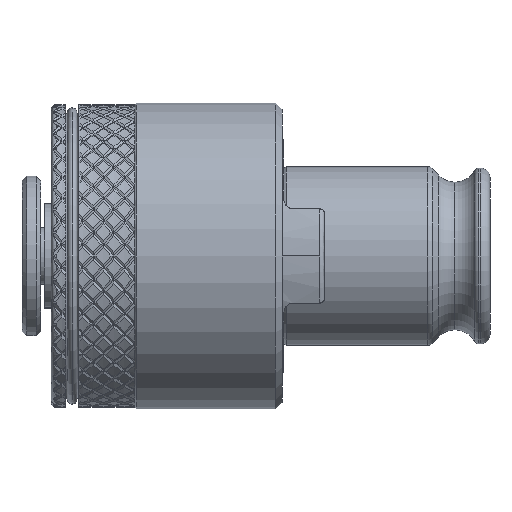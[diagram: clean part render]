
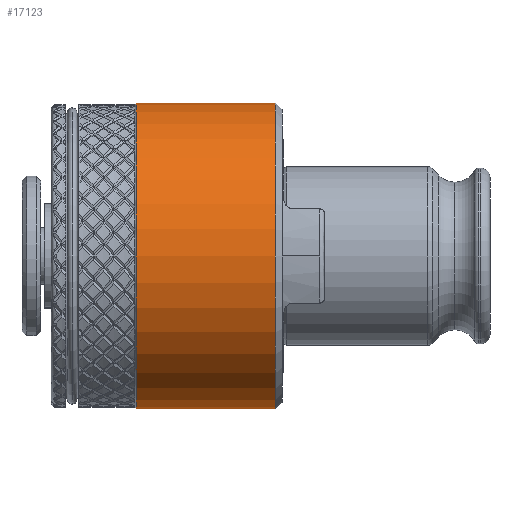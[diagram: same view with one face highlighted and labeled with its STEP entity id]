
A CAD part, front view. The second image highlights one B-rep face of the part: STEP entity #17123.
In plain terms, the highlighted cylindrical face has radius 16.25 mm (diameter 32.5 mm), a partial arc.
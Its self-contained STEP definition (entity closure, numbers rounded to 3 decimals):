
#15 = VECTOR ( 'NONE', #37752, 1000. ) ;
#3962 = FACE_OUTER_BOUND ( 'NONE', #11412, .T. ) ;
#5872 = AXIS2_PLACEMENT_3D ( 'NONE', #53174, #20266, #8771 ) ;
#6576 = CARTESIAN_POINT ( 'NONE',  ( -9.84, 0., -16.25 ) ) ;
#7236 = CARTESIAN_POINT ( 'NONE',  ( 4.96, 0., 16.25 ) ) ;
#8771 = DIRECTION ( 'NONE',  ( 0., 0., -1. ) ) ;
#9536 = CIRCLE ( 'NONE', #26917, 16.25 ) ;
#9967 = CIRCLE ( 'NONE', #67128, 16.25 ) ;
#11412 = EDGE_LOOP ( 'NONE', ( #38178, #20872, #44991, #16514 ) ) ;
#12056 = EDGE_CURVE ( 'NONE', #25904, #51718, #9536, .T. ) ;
#13135 = EDGE_CURVE ( 'NONE', #43376, #51718, #41320, .T. ) ;
#16514 = ORIENTED_EDGE ( 'NONE', *, *, #67326, .F. ) ;
#17123 = ADVANCED_FACE ( 'NONE', ( #3962 ), #58872, .T. ) ;
#20266 = DIRECTION ( 'NONE',  ( -1., 0., 0. ) ) ;
#20872 = ORIENTED_EDGE ( 'NONE', *, *, #13135, .T. ) ;
#24026 = CARTESIAN_POINT ( 'NONE',  ( 4.96, 0., -16.25 ) ) ;
#24433 = VERTEX_POINT ( 'NONE', #24026 ) ;
#25904 = VERTEX_POINT ( 'NONE', #6576 ) ;
#26917 = AXIS2_PLACEMENT_3D ( 'NONE', #62863, #30137, #68304 ) ;
#27614 = CARTESIAN_POINT ( 'NONE',  ( -9.84, 0., 16.25 ) ) ;
#28407 = VECTOR ( 'NONE', #57495, 1000. ) ;
#30137 = DIRECTION ( 'NONE',  ( -1., 0., 0. ) ) ;
#31094 = LINE ( 'NONE', #59448, #15 ) ;
#32843 = DIRECTION ( 'NONE',  ( -1., 0., 0. ) ) ;
#33523 = EDGE_CURVE ( 'NONE', #24433, #43376, #9967, .T. ) ;
#37752 = DIRECTION ( 'NONE',  ( -1., 0., 0. ) ) ;
#38178 = ORIENTED_EDGE ( 'NONE', *, *, #33523, .T. ) ;
#41320 = LINE ( 'NONE', #46835, #28407 ) ;
#43376 = VERTEX_POINT ( 'NONE', #7236 ) ;
#44991 = ORIENTED_EDGE ( 'NONE', *, *, #12056, .F. ) ;
#46835 = CARTESIAN_POINT ( 'NONE',  ( 5.66, 0., 16.25 ) ) ;
#51718 = VERTEX_POINT ( 'NONE', #27614 ) ;
#53174 = CARTESIAN_POINT ( 'NONE',  ( 5.66, 0., 0. ) ) ;
#57495 = DIRECTION ( 'NONE',  ( -1., 0., 0. ) ) ;
#58872 = CYLINDRICAL_SURFACE ( 'NONE', #5872, 16.25 ) ;
#59448 = CARTESIAN_POINT ( 'NONE',  ( 5.66, 0., -16.25 ) ) ;
#62863 = CARTESIAN_POINT ( 'NONE',  ( -9.84, 0., 0. ) ) ;
#65550 = CARTESIAN_POINT ( 'NONE',  ( 4.96, 0., 0. ) ) ;
#67128 = AXIS2_PLACEMENT_3D ( 'NONE', #65550, #32843, #71062 ) ;
#67326 = EDGE_CURVE ( 'NONE', #24433, #25904, #31094, .T. ) ;
#68304 = DIRECTION ( 'NONE',  ( 0., 0., -1. ) ) ;
#71062 = DIRECTION ( 'NONE',  ( 0., 0., -1. ) ) ;
